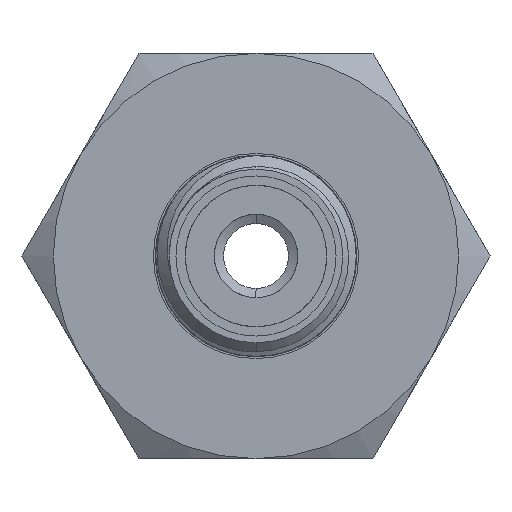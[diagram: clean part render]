
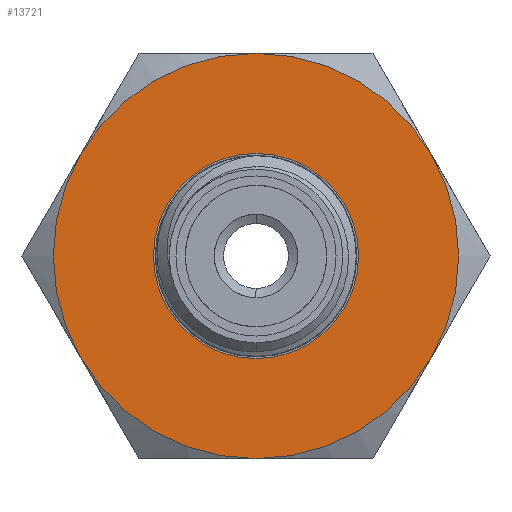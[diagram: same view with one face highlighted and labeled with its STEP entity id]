
A CAD part, left-side view. The second image highlights one B-rep face of the part: STEP entity #13721.
In plain terms, the highlighted planar face has unit normal (-1, 0, 0).
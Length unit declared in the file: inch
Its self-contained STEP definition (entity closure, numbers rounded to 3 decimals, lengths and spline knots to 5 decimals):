
#94 = AXIS2_PLACEMENT_3D ( 'NONE', #983, #11111, #3519 ) ;
#153 = FACE_OUTER_BOUND ( 'NONE', #538, .T. ) ;
#343 = CARTESIAN_POINT ( 'NONE',  ( 0.16833, -0.39994, -0.01137 ) ) ;
#538 = EDGE_LOOP ( 'NONE', ( #5647, #12455, #2675, #13283, #6334, #5152 ) ) ;
#765 = CARTESIAN_POINT ( 'NONE',  ( 0.16833, 0.16256, 0.27338 ) ) ;
#983 = CARTESIAN_POINT ( 'NONE',  ( 0.16833, -0.39994, 0.27338 ) ) ;
#1184 = VERTEX_POINT ( 'NONE', #5618 ) ;
#1200 = VERTEX_POINT ( 'NONE', #14484 ) ;
#2082 = CIRCLE ( 'NONE', #4615, 0.5625 ) ;
#2404 = DIRECTION ( 'NONE',  ( 1., 0., 0. ) ) ;
#2433 = DIRECTION ( 'NONE',  ( 1., 0., 0. ) ) ;
#2663 = EDGE_CURVE ( 'NONE', #10172, #4298, #9826, .T. ) ;
#2675 = ORIENTED_EDGE ( 'NONE', *, *, #4870, .F. ) ;
#2935 = AXIS2_PLACEMENT_3D ( 'NONE', #765, #16382, #8611 ) ;
#3137 = DIRECTION ( 'NONE',  ( 0., 0., -1. ) ) ;
#3319 = CIRCLE ( 'NONE', #10891, 0.5625 ) ;
#3342 = CARTESIAN_POINT ( 'NONE',  ( 0.16833, -0.39994, 0.27338 ) ) ;
#3395 = DIRECTION ( 'NONE',  ( 0., 0., -1. ) ) ;
#3519 = DIRECTION ( 'NONE',  ( 0., 0., -1. ) ) ;
#4298 = VERTEX_POINT ( 'NONE', #7309 ) ;
#4479 = DIRECTION ( 'NONE',  ( 1., 0., 0. ) ) ;
#4506 = DIRECTION ( 'NONE',  ( 1., 0., 0. ) ) ;
#4615 = AXIS2_PLACEMENT_3D ( 'NONE', #15812, #10771, #10940 ) ;
#4860 = CARTESIAN_POINT ( 'NONE',  ( 0.16833, 0.0872, -0.00787 ) ) ;
#4870 = EDGE_CURVE ( 'NONE', #1200, #13413, #9362, .T. ) ;
#4879 = DIRECTION ( 'NONE',  ( 0., 0., -1. ) ) ;
#4950 = AXIS2_PLACEMENT_3D ( 'NONE', #15003, #15066, #15120 ) ;
#5152 = ORIENTED_EDGE ( 'NONE', *, *, #2663, .F. ) ;
#5618 = CARTESIAN_POINT ( 'NONE',  ( 0.16833, -0.39994, 0.55813 ) ) ;
#5647 = ORIENTED_EDGE ( 'NONE', *, *, #9296, .F. ) ;
#6073 = AXIS2_PLACEMENT_3D ( 'NONE', #9365, #10729, #3137 ) ;
#6181 = CARTESIAN_POINT ( 'NONE',  ( 0.16833, -0.39994, 0.27338 ) ) ;
#6334 = ORIENTED_EDGE ( 'NONE', *, *, #13843, .F. ) ;
#6342 = CARTESIAN_POINT ( 'NONE',  ( 0.16833, -0.88708, -0.00787 ) ) ;
#6884 = EDGE_CURVE ( 'NONE', #1184, #15161, #12822, .T. ) ;
#6983 = CARTESIAN_POINT ( 'NONE',  ( 0.16833, -0.39994, 0.27338 ) ) ;
#7133 = EDGE_LOOP ( 'NONE', ( #11717, #10726 ) ) ;
#7309 = CARTESIAN_POINT ( 'NONE',  ( 0.16833, 0.0872, 0.55463 ) ) ;
#7542 = CARTESIAN_POINT ( 'NONE',  ( 0.16833, -0.39994, -0.28912 ) ) ;
#8611 = DIRECTION ( 'NONE',  ( 0., 0., 1. ) ) ;
#9296 = EDGE_CURVE ( 'NONE', #16366, #10172, #2082, .T. ) ;
#9362 = CIRCLE ( 'NONE', #15581, 0.5625 ) ;
#9365 = CARTESIAN_POINT ( 'NONE',  ( 0.16833, -0.39994, 0.27338 ) ) ;
#9826 = CIRCLE ( 'NONE', #15063, 0.5625 ) ;
#10076 = CARTESIAN_POINT ( 'NONE',  ( 0.16833, -0.39994, 0.27338 ) ) ;
#10172 = VERTEX_POINT ( 'NONE', #4860 ) ;
#10243 = FACE_BOUND ( 'NONE', #7133, .T. ) ;
#10263 = CIRCLE ( 'NONE', #4950, 0.5625 ) ;
#10269 = CARTESIAN_POINT ( 'NONE',  ( 0.16833, -0.39994, 0.83588 ) ) ;
#10726 = ORIENTED_EDGE ( 'NONE', *, *, #6884, .T. ) ;
#10729 = DIRECTION ( 'NONE',  ( 1., 0., 0. ) ) ;
#10771 = DIRECTION ( 'NONE',  ( 1., 0., 0. ) ) ;
#10834 = PLANE ( 'NONE',  #2935 ) ;
#10891 = AXIS2_PLACEMENT_3D ( 'NONE', #6181, #2404, #4879 ) ;
#10940 = DIRECTION ( 'NONE',  ( 0., 0., -1. ) ) ;
#11111 = DIRECTION ( 'NONE',  ( 1., 0., 0. ) ) ;
#11288 = DIRECTION ( 'NONE',  ( 0., 0., -1. ) ) ;
#11717 = ORIENTED_EDGE ( 'NONE', *, *, #14373, .T. ) ;
#11946 = DIRECTION ( 'NONE',  ( 0., 0., -1. ) ) ;
#12455 = ORIENTED_EDGE ( 'NONE', *, *, #15125, .F. ) ;
#12822 = CIRCLE ( 'NONE', #6073, 0.28475 ) ;
#13283 = ORIENTED_EDGE ( 'NONE', *, *, #15375, .F. ) ;
#13413 = VERTEX_POINT ( 'NONE', #6342 ) ;
#13721 = ADVANCED_FACE ( 'NONE', ( #10243, #153 ), #10834, .T. ) ;
#13843 = EDGE_CURVE ( 'NONE', #4298, #14561, #10263, .T. ) ;
#14058 = CIRCLE ( 'NONE', #14327, 0.5625 ) ;
#14256 = CIRCLE ( 'NONE', #94, 0.28475 ) ;
#14327 = AXIS2_PLACEMENT_3D ( 'NONE', #10076, #2433, #11288 ) ;
#14373 = EDGE_CURVE ( 'NONE', #15161, #1184, #14256, .T. ) ;
#14484 = CARTESIAN_POINT ( 'NONE',  ( 0.16833, -0.88708, 0.55463 ) ) ;
#14561 = VERTEX_POINT ( 'NONE', #10269 ) ;
#15003 = CARTESIAN_POINT ( 'NONE',  ( 0.16833, -0.39994, 0.27338 ) ) ;
#15063 = AXIS2_PLACEMENT_3D ( 'NONE', #6983, #4479, #11946 ) ;
#15066 = DIRECTION ( 'NONE',  ( 1., 0., 0. ) ) ;
#15120 = DIRECTION ( 'NONE',  ( 0., 0., -1. ) ) ;
#15125 = EDGE_CURVE ( 'NONE', #13413, #16366, #3319, .T. ) ;
#15161 = VERTEX_POINT ( 'NONE', #343 ) ;
#15375 = EDGE_CURVE ( 'NONE', #14561, #1200, #14058, .T. ) ;
#15581 = AXIS2_PLACEMENT_3D ( 'NONE', #3342, #4506, #3395 ) ;
#15812 = CARTESIAN_POINT ( 'NONE',  ( 0.16833, -0.39994, 0.27338 ) ) ;
#16366 = VERTEX_POINT ( 'NONE', #7542 ) ;
#16382 = DIRECTION ( 'NONE',  ( -1., 0., 0. ) ) ;
